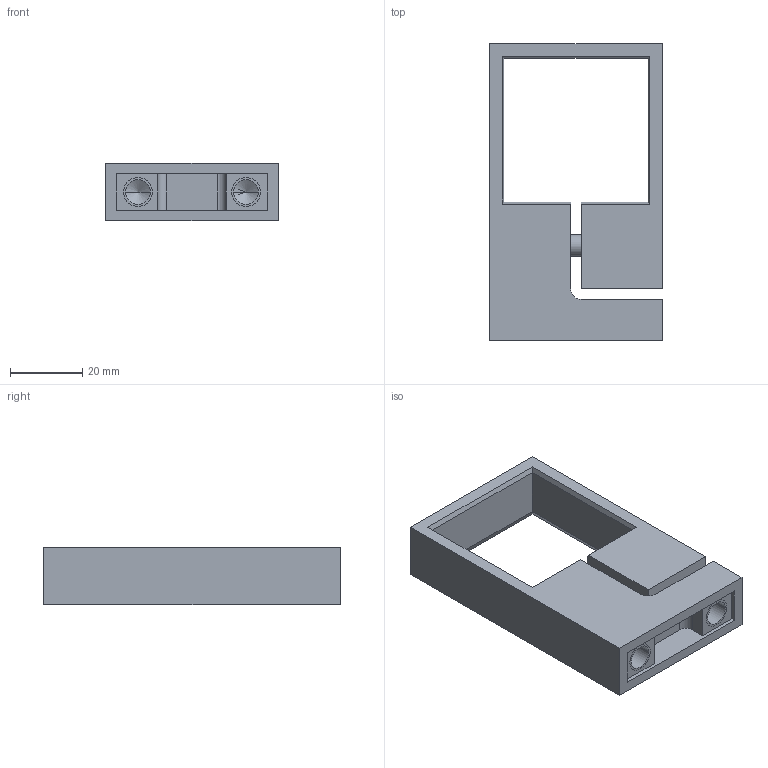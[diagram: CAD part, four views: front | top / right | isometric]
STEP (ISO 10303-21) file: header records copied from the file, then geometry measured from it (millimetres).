
FILE_DESCRIPTION((''),'2;1');
FILE_NAME('2806_COSCH_EDELSTAHLT','2021-09-28T21:48:49',('Gogel'),('CAD_Service Gogel'),'CREO PARAMETRIC BY PTC INC, 2018420','CREO PARAMETRIC BY PTC INC, 2018420','');
FILE_SCHEMA(('AUTOMOTIVE_DESIGN { 1 0 10303 214 1 1 1 1 }'));
Length unit declared in the file: millimetre
Products named in the file (1): 2806_COSCH_EDELSTAHLT
Bounding box: 48 x 82.3 x 16 mm (x, y, z)
Volume: 32464.4 mm3; surface area: 15368.3 mm2
Topology: 1 solids, 5 shells, 80 faces, 197 edges, 125 vertices
Faces by surface type: plane 49, cylinder 23, cone 8
Entity records: 3063 total; most frequent: DIRECTION 453, CARTESIAN_POINT 430, ORIENTED_EDGE 370, EDGE_CURVE 191, AXIS2_PLACEMENT_3D 151, VECTOR 145, LINE 145, VERTEX_POINT 125
